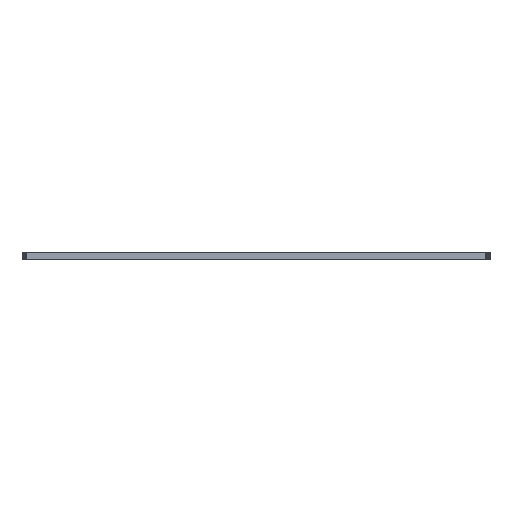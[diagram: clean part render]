
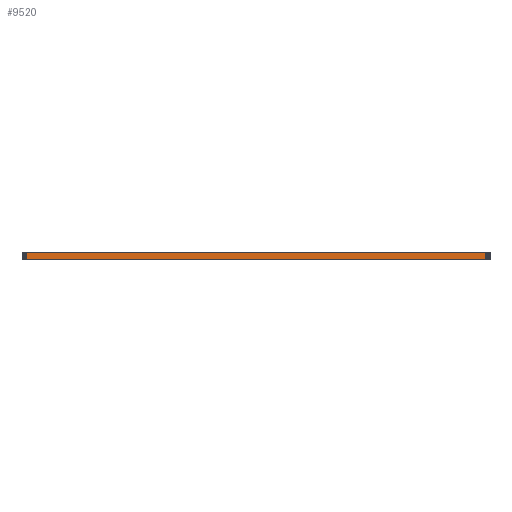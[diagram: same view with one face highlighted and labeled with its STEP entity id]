
A CAD part, left-side view. The second image highlights one B-rep face of the part: STEP entity #9520.
In plain terms, the highlighted planar face has unit normal (-1, 0, 0).
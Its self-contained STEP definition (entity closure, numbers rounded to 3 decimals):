
#90 = PLANE('',#91);
#91 = AXIS2_PLACEMENT_3D('',#92,#93,#94);
#92 = CARTESIAN_POINT('',(119.5,-102.5,1.6));
#93 = DIRECTION('',(-0.,-0.,-1.));
#94 = DIRECTION('',(-1.,0.,0.));
#144 = PLANE('',#145);
#145 = AXIS2_PLACEMENT_3D('',#146,#147,#148);
#146 = CARTESIAN_POINT('',(119.5,-102.5,0.));
#147 = DIRECTION('',(-0.,-0.,-1.));
#148 = DIRECTION('',(-1.,0.,0.));
#925 = VERTEX_POINT('',#926);
#926 = CARTESIAN_POINT('',(50.,-154.,0.));
#940 = PLANE('',#941);
#941 = AXIS2_PLACEMENT_3D('',#942,#943,#944);
#942 = CARTESIAN_POINT('',(50.019,-154.195,0.));
#943 = DIRECTION('',(-0.995,-0.098,0.));
#944 = DIRECTION('',(-0.098,0.995,0.));
#952 = EDGE_CURVE('',#925,#953,#955,.T.);
#953 = VERTEX_POINT('',#954);
#954 = CARTESIAN_POINT('',(50.,-51.,0.));
#955 = SURFACE_CURVE('',#956,(#960,#967),.PCURVE_S1.);
#956 = LINE('',#957,#958);
#957 = CARTESIAN_POINT('',(50.,-154.,0.));
#958 = VECTOR('',#959,1.);
#959 = DIRECTION('',(0.,1.,0.));
#960 = PCURVE('',#144,#961);
#961 = DEFINITIONAL_REPRESENTATION('',(#962),#966);
#962 = LINE('',#963,#964);
#963 = CARTESIAN_POINT('',(69.5,-51.5));
#964 = VECTOR('',#965,1.);
#965 = DIRECTION('',(0.,1.));
#966 = ( GEOMETRIC_REPRESENTATION_CONTEXT(2) 
PARAMETRIC_REPRESENTATION_CONTEXT() REPRESENTATION_CONTEXT('2D SPACE',''
  ) );
#967 = PCURVE('',#968,#973);
#968 = PLANE('',#969);
#969 = AXIS2_PLACEMENT_3D('',#970,#971,#972);
#970 = CARTESIAN_POINT('',(50.,-154.,0.));
#971 = DIRECTION('',(-1.,0.,0.));
#972 = DIRECTION('',(0.,1.,0.));
#973 = DEFINITIONAL_REPRESENTATION('',(#974),#978);
#974 = LINE('',#975,#976);
#975 = CARTESIAN_POINT('',(0.,0.));
#976 = VECTOR('',#977,1.);
#977 = DIRECTION('',(1.,0.));
#978 = ( GEOMETRIC_REPRESENTATION_CONTEXT(2) 
PARAMETRIC_REPRESENTATION_CONTEXT() REPRESENTATION_CONTEXT('2D SPACE',''
  ) );
#996 = PLANE('',#997);
#997 = AXIS2_PLACEMENT_3D('',#998,#999,#1000);
#998 = CARTESIAN_POINT('',(50.,-51.,0.));
#999 = DIRECTION('',(-0.995,0.098,0.));
#1000 = DIRECTION('',(0.098,0.995,0.));
#5596 = VERTEX_POINT('',#5597);
#5597 = CARTESIAN_POINT('',(50.,-154.,1.6));
#5618 = EDGE_CURVE('',#5596,#5619,#5621,.T.);
#5619 = VERTEX_POINT('',#5620);
#5620 = CARTESIAN_POINT('',(50.,-51.,1.6));
#5621 = SURFACE_CURVE('',#5622,(#5626,#5633),.PCURVE_S1.);
#5622 = LINE('',#5623,#5624);
#5623 = CARTESIAN_POINT('',(50.,-154.,1.6));
#5624 = VECTOR('',#5625,1.);
#5625 = DIRECTION('',(0.,1.,0.));
#5626 = PCURVE('',#90,#5627);
#5627 = DEFINITIONAL_REPRESENTATION('',(#5628),#5632);
#5628 = LINE('',#5629,#5630);
#5629 = CARTESIAN_POINT('',(69.5,-51.5));
#5630 = VECTOR('',#5631,1.);
#5631 = DIRECTION('',(0.,1.));
#5632 = ( GEOMETRIC_REPRESENTATION_CONTEXT(2) 
PARAMETRIC_REPRESENTATION_CONTEXT() REPRESENTATION_CONTEXT('2D SPACE',''
  ) );
#5633 = PCURVE('',#968,#5634);
#5634 = DEFINITIONAL_REPRESENTATION('',(#5635),#5639);
#5635 = LINE('',#5636,#5637);
#5636 = CARTESIAN_POINT('',(0.,-1.6));
#5637 = VECTOR('',#5638,1.);
#5638 = DIRECTION('',(1.,0.));
#5639 = ( GEOMETRIC_REPRESENTATION_CONTEXT(2) 
PARAMETRIC_REPRESENTATION_CONTEXT() REPRESENTATION_CONTEXT('2D SPACE',''
  ) );
#9470 = EDGE_CURVE('',#953,#5619,#9471,.T.);
#9471 = SURFACE_CURVE('',#9472,(#9476,#9483),.PCURVE_S1.);
#9472 = LINE('',#9473,#9474);
#9473 = CARTESIAN_POINT('',(50.,-51.,0.));
#9474 = VECTOR('',#9475,1.);
#9475 = DIRECTION('',(0.,0.,1.));
#9476 = PCURVE('',#996,#9477);
#9477 = DEFINITIONAL_REPRESENTATION('',(#9478),#9482);
#9478 = LINE('',#9479,#9480);
#9479 = CARTESIAN_POINT('',(0.,0.));
#9480 = VECTOR('',#9481,1.);
#9481 = DIRECTION('',(0.,-1.));
#9482 = ( GEOMETRIC_REPRESENTATION_CONTEXT(2) 
PARAMETRIC_REPRESENTATION_CONTEXT() REPRESENTATION_CONTEXT('2D SPACE',''
  ) );
#9483 = PCURVE('',#968,#9484);
#9484 = DEFINITIONAL_REPRESENTATION('',(#9485),#9489);
#9485 = LINE('',#9486,#9487);
#9486 = CARTESIAN_POINT('',(103.,0.));
#9487 = VECTOR('',#9488,1.);
#9488 = DIRECTION('',(0.,-1.));
#9489 = ( GEOMETRIC_REPRESENTATION_CONTEXT(2) 
PARAMETRIC_REPRESENTATION_CONTEXT() REPRESENTATION_CONTEXT('2D SPACE',''
  ) );
#9520 = ADVANCED_FACE('',(#9521),#968,.T.);
#9521 = FACE_BOUND('',#9522,.T.);
#9522 = EDGE_LOOP('',(#9523,#9544,#9545,#9546));
#9523 = ORIENTED_EDGE('',*,*,#9524,.T.);
#9524 = EDGE_CURVE('',#925,#5596,#9525,.T.);
#9525 = SURFACE_CURVE('',#9526,(#9530,#9537),.PCURVE_S1.);
#9526 = LINE('',#9527,#9528);
#9527 = CARTESIAN_POINT('',(50.,-154.,0.));
#9528 = VECTOR('',#9529,1.);
#9529 = DIRECTION('',(0.,0.,1.));
#9530 = PCURVE('',#968,#9531);
#9531 = DEFINITIONAL_REPRESENTATION('',(#9532),#9536);
#9532 = LINE('',#9533,#9534);
#9533 = CARTESIAN_POINT('',(0.,0.));
#9534 = VECTOR('',#9535,1.);
#9535 = DIRECTION('',(0.,-1.));
#9536 = ( GEOMETRIC_REPRESENTATION_CONTEXT(2) 
PARAMETRIC_REPRESENTATION_CONTEXT() REPRESENTATION_CONTEXT('2D SPACE',''
  ) );
#9537 = PCURVE('',#940,#9538);
#9538 = DEFINITIONAL_REPRESENTATION('',(#9539),#9543);
#9539 = LINE('',#9540,#9541);
#9540 = CARTESIAN_POINT('',(0.196,0.));
#9541 = VECTOR('',#9542,1.);
#9542 = DIRECTION('',(0.,-1.));
#9543 = ( GEOMETRIC_REPRESENTATION_CONTEXT(2) 
PARAMETRIC_REPRESENTATION_CONTEXT() REPRESENTATION_CONTEXT('2D SPACE',''
  ) );
#9544 = ORIENTED_EDGE('',*,*,#5618,.T.);
#9545 = ORIENTED_EDGE('',*,*,#9470,.F.);
#9546 = ORIENTED_EDGE('',*,*,#952,.F.);
